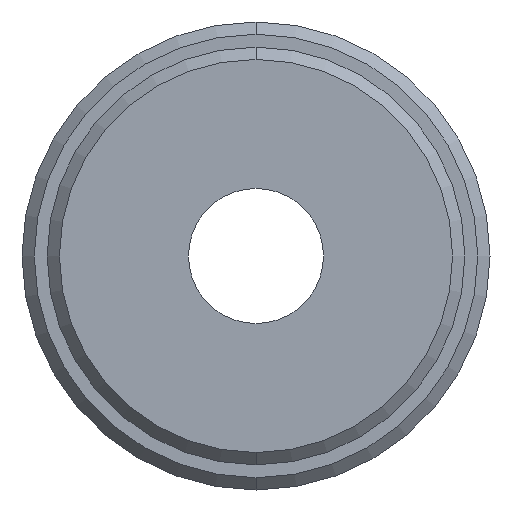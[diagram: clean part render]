
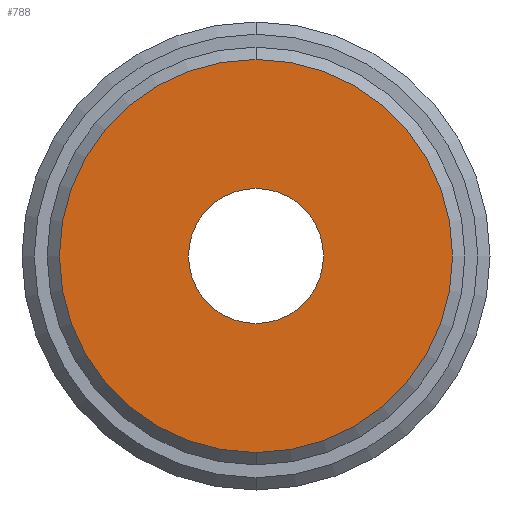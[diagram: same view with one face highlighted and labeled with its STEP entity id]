
A CAD part, front view. The second image highlights one B-rep face of the part: STEP entity #788.
In plain terms, the highlighted planar face has unit normal (0, -1, 0).
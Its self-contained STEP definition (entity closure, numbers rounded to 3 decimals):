
#29 = ORIENTED_EDGE ( 'NONE', *, *, #310, .T. ) ;
#83 = CIRCLE ( 'NONE', #720, 2.75 ) ;
#87 = ORIENTED_EDGE ( 'NONE', *, *, #1008, .F. ) ;
#92 = DIRECTION ( 'NONE',  ( 0., -1., 0. ) ) ;
#111 = FACE_OUTER_BOUND ( 'NONE', #1097, .T. ) ;
#124 = VERTEX_POINT ( 'NONE', #141 ) ;
#138 = DIRECTION ( 'NONE',  ( 0., -1., 0. ) ) ;
#141 = CARTESIAN_POINT ( 'NONE',  ( 0., 0., 2.75 ) ) ;
#194 = CARTESIAN_POINT ( 'NONE',  ( 0., 0., 8. ) ) ;
#203 = CARTESIAN_POINT ( 'NONE',  ( 0., 0., 0. ) ) ;
#217 = ORIENTED_EDGE ( 'NONE', *, *, #831, .T. ) ;
#266 = FACE_BOUND ( 'NONE', #979, .T. ) ;
#310 = EDGE_CURVE ( 'NONE', #991, #799, #915, .T. ) ;
#346 = CARTESIAN_POINT ( 'NONE',  ( 0., 0., 0. ) ) ;
#370 = CARTESIAN_POINT ( 'NONE',  ( 0., 0., -8. ) ) ;
#396 = EDGE_CURVE ( 'NONE', #124, #1096, #83, .T. ) ;
#405 = DIRECTION ( 'NONE',  ( 0., -1., 0. ) ) ;
#441 = CIRCLE ( 'NONE', #581, 2.75 ) ;
#484 = ORIENTED_EDGE ( 'NONE', *, *, #396, .F. ) ;
#563 = DIRECTION ( 'NONE',  ( 0., 0., -1. ) ) ;
#577 = CARTESIAN_POINT ( 'NONE',  ( 2.75, 0., 0. ) ) ;
#581 = AXIS2_PLACEMENT_3D ( 'NONE', #346, #405, #657 ) ;
#655 = CARTESIAN_POINT ( 'NONE',  ( 0., 0., 0. ) ) ;
#657 = DIRECTION ( 'NONE',  ( 0., 0., -1. ) ) ;
#720 = AXIS2_PLACEMENT_3D ( 'NONE', #816, #845, #897 ) ;
#788 = ADVANCED_FACE ( 'NONE', ( #111, #266 ), #950, .T. ) ;
#799 = VERTEX_POINT ( 'NONE', #194 ) ;
#816 = CARTESIAN_POINT ( 'NONE',  ( 0., 0., 0. ) ) ;
#831 = EDGE_CURVE ( 'NONE', #799, #991, #841, .T. ) ;
#841 = CIRCLE ( 'NONE', #908, 8. ) ;
#845 = DIRECTION ( 'NONE',  ( 0., -1., 0. ) ) ;
#897 = DIRECTION ( 'NONE',  ( 0., 0., -1. ) ) ;
#908 = AXIS2_PLACEMENT_3D ( 'NONE', #203, #92, #563 ) ;
#915 = CIRCLE ( 'NONE', #939, 8. ) ;
#918 = DIRECTION ( 'NONE',  ( 0., -1., 0. ) ) ;
#920 = DIRECTION ( 'NONE',  ( 0., 0., -1. ) ) ;
#939 = AXIS2_PLACEMENT_3D ( 'NONE', #655, #918, #920 ) ;
#940 = DIRECTION ( 'NONE',  ( 0., 0., -1. ) ) ;
#950 = PLANE ( 'NONE',  #1017 ) ;
#979 = EDGE_LOOP ( 'NONE', ( #87, #484 ) ) ;
#982 = CARTESIAN_POINT ( 'NONE',  ( 0., 0., -2.75 ) ) ;
#991 = VERTEX_POINT ( 'NONE', #370 ) ;
#1008 = EDGE_CURVE ( 'NONE', #1096, #124, #441, .T. ) ;
#1017 = AXIS2_PLACEMENT_3D ( 'NONE', #577, #138, #940 ) ;
#1096 = VERTEX_POINT ( 'NONE', #982 ) ;
#1097 = EDGE_LOOP ( 'NONE', ( #217, #29 ) ) ;
